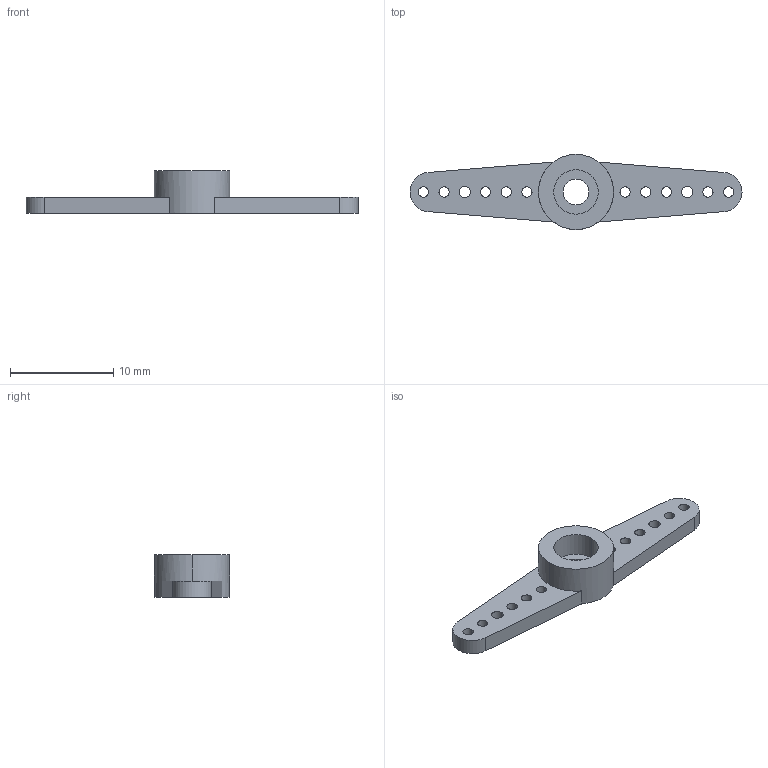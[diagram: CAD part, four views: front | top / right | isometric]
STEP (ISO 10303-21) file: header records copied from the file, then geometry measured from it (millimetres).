
FILE_DESCRIPTION((''),'2;1');
FILE_NAME('DS-9G-00','2025-02-19T11:46:46',('qinghui.yi'),(''),'CREO PARAMETRIC BY PTC INC, 2023154','CREO PARAMETRIC BY PTC INC, 2023154','');
FILE_SCHEMA(('CONFIG_CONTROL_DESIGN'));
Length unit declared in the file: millimetre
Products named in the file (1): DS-9G-00
Bounding box: 32.1 x 7.26 x 4.15 mm (x, y, z)
Volume: 276.6 mm3; surface area: 562.9 mm2
Topology: 1 solids, 1 shells, 44 faces, 124 edges, 84 vertices
Faces by surface type: cylinder 34, plane 10
Entity records: 1566 total; most frequent: DIRECTION 288, CARTESIAN_POINT 252, ORIENTED_EDGE 248, EDGE_CURVE 124, AXIS2_PLACEMENT_3D 120, VERTEX_POINT 84, CIRCLE 76, EDGE_LOOP 72
